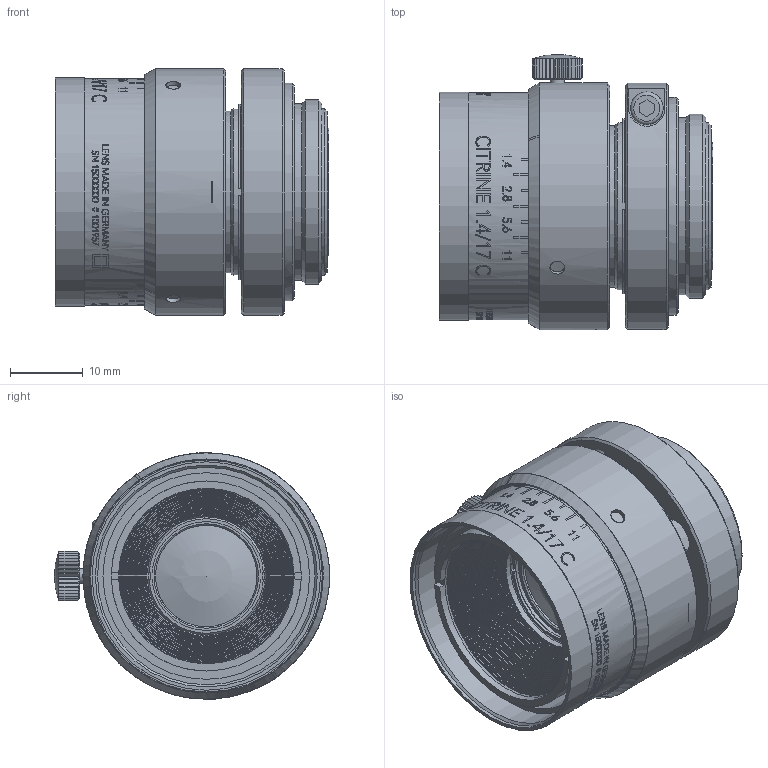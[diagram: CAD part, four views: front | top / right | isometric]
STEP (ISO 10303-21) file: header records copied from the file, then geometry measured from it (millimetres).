
FILE_DESCRIPTION(/* description */ (''),/* implementation_level */ '2;1');
FILE_NAME(/* name */ '1001957_00165444_001.stp',/* time_stamp */ '2021-10-15T11:11:01+02:00',/* author */ (''),/* organization */ (''),/* preprocessor_version */ 'ST-DEVELOPER v16',/* originating_system */ 'SIEMENS PLM Software NX 10.0',/* authorisation */ '');
FILE_SCHEMA (('AP203_CONFIGURATION_CONTROLLED_3D_DESIGN_OF_MECHANICAL_PARTS_AND_ASSEMBLIES_MIM_LF { 1 0 10303 403 2 1 2}'));
Length unit declared in the file: millimetre
Products named in the file (1): Froe4488FA0B0be6
Bounding box: 37.75 x 37.94 x 34 mm (x, y, z)
Volume: 20395.1 mm3; surface area: 14128.3 mm2
Topology: 1 solids, 9 shells, 681 faces, 2140 edges, 1608 vertices
Faces by surface type: plane 263, cylinder 252, cone 130, bspline 25, torus 8, sphere 3
Full cylindrical faces by diameter (mm): 1 x2, 1.1 x1, 1.7 x3, 1.9 x3, 2 x1, 2.05 x3, 2.5 x1, 2.7 x3, 13.6 x1, 14 x1, 15.5 x1, 16.6 x1, 17.345 x1, 17.36 x1, 18.1 x1, 18.3 x2, 19.5 x1, 20 x2, 22.3 x1, 22.5 x1, 23 x3, 24.2 x1, 24.4 x1, 25.135 x1, 25.4 x1, 26.2 x1, 28.5 x1, 30 x2, 30.6 x1, 31.3 x2
Entity records: 26239 total; most frequent: CARTESIAN_POINT 9007, ORIENTED_EDGE 3819, DIRECTION 2839, EDGE_CURVE 1929, VERTEX_POINT 1579, AXIS2_PLACEMENT_3D 1183, EDGE_LOOP 1031, B_SPLINE_CURVE_WITH_KNOTS 892
